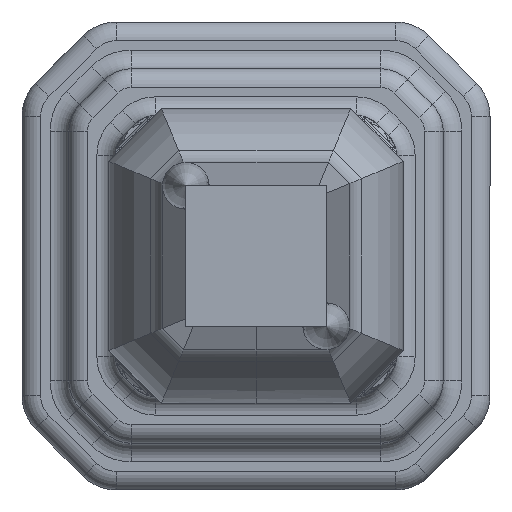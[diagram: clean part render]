
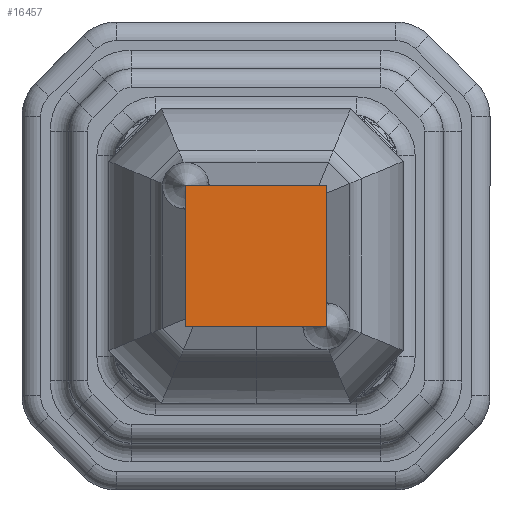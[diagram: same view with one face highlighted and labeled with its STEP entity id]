
A CAD part, front view. The second image highlights one B-rep face of the part: STEP entity #16457.
In plain terms, the highlighted planar face has unit normal (0, -1, 0).
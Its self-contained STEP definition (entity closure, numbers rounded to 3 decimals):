
#278 = EDGE_CURVE ( 'NONE', #4663, #14181, #21147, .T. ) ;
#1359 = VECTOR ( 'NONE', #9258, 1000. ) ;
#1684 = DIRECTION ( 'NONE',  ( 1., 0., 0. ) ) ;
#2564 = EDGE_CURVE ( 'NONE', #15497, #4663, #15778, .T. ) ;
#2679 = VECTOR ( 'NONE', #14444, 1000. ) ;
#3180 = FACE_OUTER_BOUND ( 'NONE', #18326, .T. ) ;
#4663 = VERTEX_POINT ( 'NONE', #21819 ) ;
#5008 = VERTEX_POINT ( 'NONE', #7767 ) ;
#5440 = ORIENTED_EDGE ( 'NONE', *, *, #2564, .F. ) ;
#5826 = CARTESIAN_POINT ( 'NONE',  ( -7.5, -500., 7.5 ) ) ;
#6092 = AXIS2_PLACEMENT_3D ( 'NONE', #6787, #25534, #13066 ) ;
#6787 = CARTESIAN_POINT ( 'NONE',  ( 0., -500., 0. ) ) ;
#7767 = CARTESIAN_POINT ( 'NONE',  ( -7.5, -500., -7.5 ) ) ;
#7801 = CARTESIAN_POINT ( 'NONE',  ( -7.5, -500., -7.5 ) ) ;
#7884 = ORIENTED_EDGE ( 'NONE', *, *, #278, .F. ) ;
#8567 = LINE ( 'NONE', #7801, #17810 ) ;
#9258 = DIRECTION ( 'NONE',  ( 0., 0., 1. ) ) ;
#10928 = CARTESIAN_POINT ( 'NONE',  ( -7.5, -500., 7.5 ) ) ;
#11869 = VECTOR ( 'NONE', #1684, 1000. ) ;
#12343 = CARTESIAN_POINT ( 'NONE',  ( 7.5, -500., 7.5 ) ) ;
#13066 = DIRECTION ( 'NONE',  ( 0., 0., -1. ) ) ;
#14181 = VERTEX_POINT ( 'NONE', #25334 ) ;
#14400 = ORIENTED_EDGE ( 'NONE', *, *, #19977, .F. ) ;
#14444 = DIRECTION ( 'NONE',  ( 0., 0., -1. ) ) ;
#15497 = VERTEX_POINT ( 'NONE', #10928 ) ;
#15778 = LINE ( 'NONE', #5826, #11869 ) ;
#16457 = ADVANCED_FACE ( 'NONE', ( #3180 ), #17216, .T. ) ;
#17216 = PLANE ( 'NONE',  #6092 ) ;
#17810 = VECTOR ( 'NONE', #27140, 1000. ) ;
#18326 = EDGE_LOOP ( 'NONE', ( #7884, #5440, #23196, #14400 ) ) ;
#19028 = EDGE_CURVE ( 'NONE', #5008, #15497, #19502, .T. ) ;
#19502 = LINE ( 'NONE', #26351, #1359 ) ;
#19977 = EDGE_CURVE ( 'NONE', #14181, #5008, #8567, .T. ) ;
#21147 = LINE ( 'NONE', #12343, #2679 ) ;
#21819 = CARTESIAN_POINT ( 'NONE',  ( 7.5, -500., 7.5 ) ) ;
#23196 = ORIENTED_EDGE ( 'NONE', *, *, #19028, .F. ) ;
#25334 = CARTESIAN_POINT ( 'NONE',  ( 7.5, -500., -7.5 ) ) ;
#25534 = DIRECTION ( 'NONE',  ( 0., -1., 0. ) ) ;
#26351 = CARTESIAN_POINT ( 'NONE',  ( -7.5, -500., 7.5 ) ) ;
#27140 = DIRECTION ( 'NONE',  ( -1., 0., 0. ) ) ;
